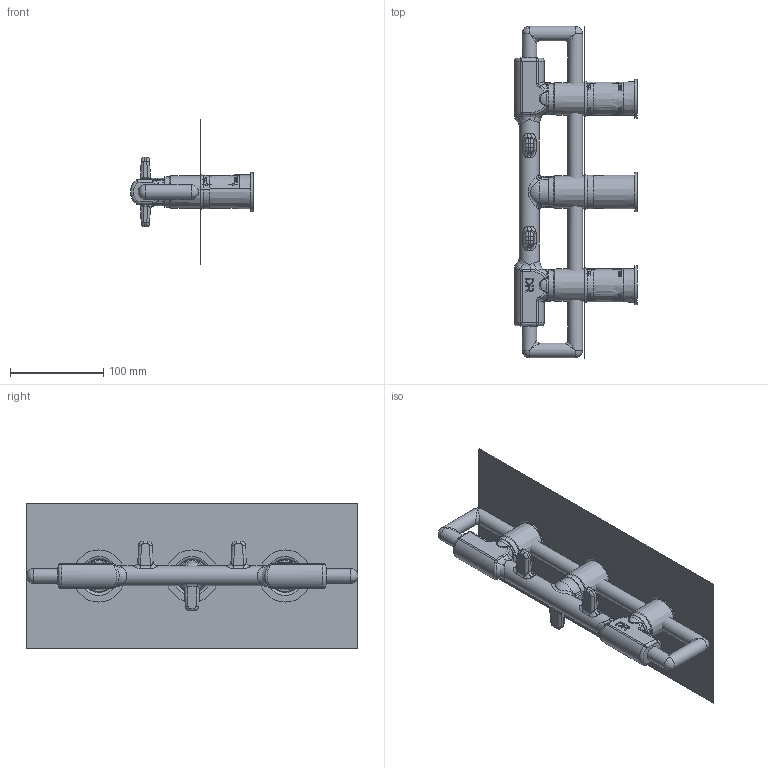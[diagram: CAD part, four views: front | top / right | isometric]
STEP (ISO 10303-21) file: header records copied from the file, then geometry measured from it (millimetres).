
FILE_DESCRIPTION(/* description */ ('Unknown'),/* implementation_level */ '2;1');
FILE_NAME(/* name */ '29025002',/* time_stamp */ '2024-03-20T08:51:20+01:00',/* author */ ('Unknown'),/* organization */ ('GROHE AG'),/* preprocessor_version */ 'ST-DEVELOPER v16.7',/* originating_system */ 'DEX',/* authorisation */ $);
FILE_SCHEMA (('AUTOMOTIVE_DESIGN {1 0 10303 214 3 1 1}'));
Products named in the file (25): 29025002_3LB_WAN-_3-HOLE_BAT_100084697; 412459031_GEH_UP-_CONCEALED_100064705; 07765240_OBERT_KERA_CERAMIC_HE_01122598; A4224590_KOPFSTUECK_HEADNUT_01189016; A4224554_SCHEIBE_GL_SLIDE_DISK_01186858; A4224589_SPINDEL_SPINDLE_01189024; A4224256_DICHT_RUND_ROUND_SEAL_01187696; A4224324_DICHT_FORM_SHAPED_SEA_01189616; A4224593_DICHT_FORM_SHAPED_SEA_01189607; A4224592_RING_STUET_BEARING_RI_01188922; A4224559_SCHEIBE_KE_CERAMIC_DI_01187321; A4224557_SCHALLDAEM_SOUND_ABSO_01187206; A4224317_SCHEIBE_KE_CERAMIC_DI_01187396; A4224010_RING_SPREN_SNAP_RING_01153446; A4224326_DICHT_RUND_ROUND_SEAL_01188969; 412460031_SCHABLONE__FITTING_TE_100064738; 412461031_STOPFEN_VE_DRAIN_PLUG_100064755; 07760240_OBERT_KERA_CERAMIC_HE_01212734; A4224938_KOPFSTUECK_HEADNUT_01212725; 01674131_SITZ_SEAT_01757451; 03725031_Dichtung__000717078; 412528031_AUFKLEBER_STICK-ON_L_100140520; 412529131_DICHTUNG__FLEECE_SEA_100297639; 01289031_DICHT_RUND_ROUND_SEAL_01181160; 406762231_STOPFEN_PLUG_100201579
Assembly tree (42 placements, depth 4):
  29025002_3LB_WAN-_3-HOLE_BAT_100084697
    412459031_GEH_UP-_CONCEALED_100064705
    07765240_OBERT_KERA_CERAMIC_HE_01122598
      A4224590_KOPFSTUECK_HEADNUT_01189016
      A4224554_SCHEIBE_GL_SLIDE_DISK_01186858
      A4224589_SPINDEL_SPINDLE_01189024
      A4224256_DICHT_RUND_ROUND_SEAL_01187696  x2
      A4224324_DICHT_FORM_SHAPED_SEA_01189616
        A4224593_DICHT_FORM_SHAPED_SEA_01189607
        A4224592_RING_STUET_BEARING_RI_01188922
      A4224559_SCHEIBE_KE_CERAMIC_DI_01187321
      A4224557_SCHALLDAEM_SOUND_ABSO_01187206
      A4224317_SCHEIBE_KE_CERAMIC_DI_01187396
      A4224010_RING_SPREN_SNAP_RING_01153446
      A4224326_DICHT_RUND_ROUND_SEAL_01188969
    412460031_SCHABLONE__FITTING_TE_100064738  x3
    412461031_STOPFEN_VE_DRAIN_PLUG_100064755  x3
    07760240_OBERT_KERA_CERAMIC_HE_01212734
      A4224938_KOPFSTUECK_HEADNUT_01212725
      A4224554_SCHEIBE_GL_SLIDE_DISK_01186858
      A4224589_SPINDEL_SPINDLE_01189024
      A4224256_DICHT_RUND_ROUND_SEAL_01187696  x2
      A4224324_DICHT_FORM_SHAPED_SEA_01189616
        A4224593_DICHT_FORM_SHAPED_SEA_01189607
        A4224592_RING_STUET_BEARING_RI_01188922
      A4224559_SCHEIBE_KE_CERAMIC_DI_01187321
      A4224557_SCHALLDAEM_SOUND_ABSO_01187206
      A4224317_SCHEIBE_KE_CERAMIC_DI_01187396
      A4224010_RING_SPREN_SNAP_RING_01153446
      A4224326_DICHT_RUND_ROUND_SEAL_01188969
    01674131_SITZ_SEAT_01757451  x2
    03725031_Dichtung__000717078  x2
    412528031_AUFKLEBER_STICK-ON_L_100140520  x2
    412529131_DICHTUNG__FLEECE_SEA_100297639
    01289031_DICHT_RUND_ROUND_SEAL_01181160
    406762231_STOPFEN_PLUG_100201579
Bounding box: 131.99 x 356 x 156 mm (x, y, z)
Volume: 734760.1 mm3; surface area: 295252.8 mm2
Topology: 41 solids, 49 shells, 2546 faces, 6429 edges, 3998 vertices
Faces by surface type: plane 879, cylinder 597, bspline 593, cone 235, torus 155, sphere 87
Full cylindrical faces by diameter (mm): 3.3 x2, 4.2 x2, 6.4 x4, 6.6 x2, 7.874 x2, 8.9 x2, 9 x8, 10.7 x2, 11.3 x2, 11.6 x4, 11.8 x4, 12.6 x2, 13.7 x6, 13.78 x1, 14 x2, 14.7 x2, 15.75 x11, 16 x4, 16.1 x2, 16.15 x2, 17.2 x2, 17.3 x2, 17.4 x4, 18.4 x2, 18.5 x8, 18.9 x2, 19.955 x1, 20.955 x3, 21.5 x1, 22.4 x3
Entity records: 72188 total; most frequent: CARTESIAN_POINT 29663, ORIENTED_EDGE 8266, DIRECTION 6929, EDGE_CURVE 4133, AXIS2_PLACEMENT_3D 2814, VERTEX_POINT 2654, FACE_BOUND 2057, EDGE_LOOP 2053
